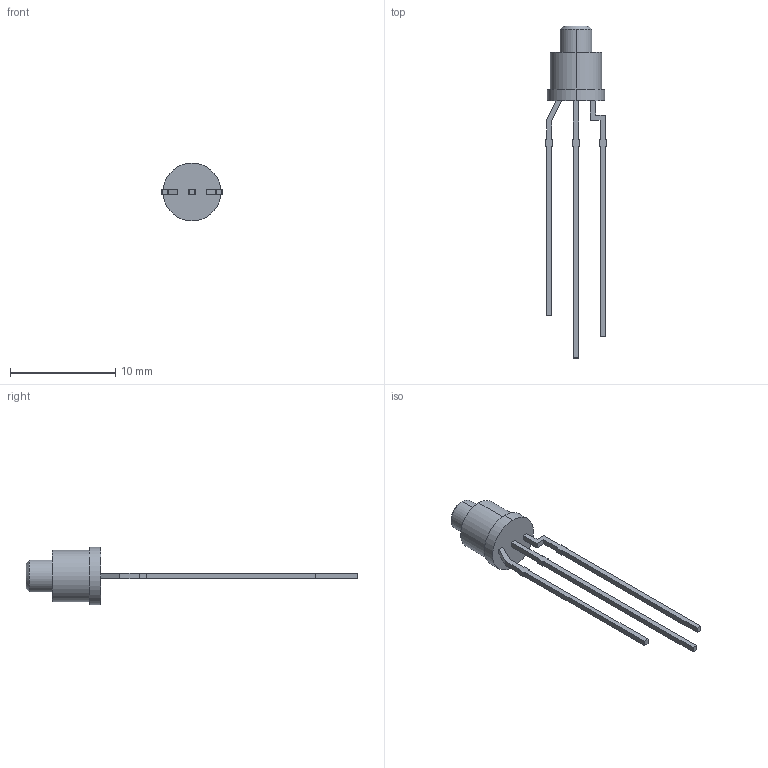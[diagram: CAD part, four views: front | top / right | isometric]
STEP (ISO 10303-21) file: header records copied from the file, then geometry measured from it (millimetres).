
FILE_DESCRIPTION (( 'STEP AP214' ), '1' );
FILE_NAME ('Kingbright-L-469EGW.STEP', '2021-07-13T12:45:55', ( '' ), ( '' ), 'SwSTEP 2.0', 'SolidWorks 2020', '' );
FILE_SCHEMA (( 'AUTOMOTIVE_DESIGN' ));
Length unit declared in the file: millimetre
Products named in the file (1): Kingbright-L-469EGW
Bounding box: 5.78 x 31.6 x 5.5 mm (x, y, z)
Volume: 126.8 mm3; surface area: 282.4 mm2
Topology: 4 solids, 4 shells, 66 faces, 166 edges, 110 vertices
Faces by surface type: plane 58, cylinder 6, cone 2
Entity records: 2076 total; most frequent: CARTESIAN_POINT 367, ORIENTED_EDGE 332, DIRECTION 310, EDGE_CURVE 166, LINE 140, VECTOR 140, VERTEX_POINT 110, AXIS2_PLACEMENT_3D 85
